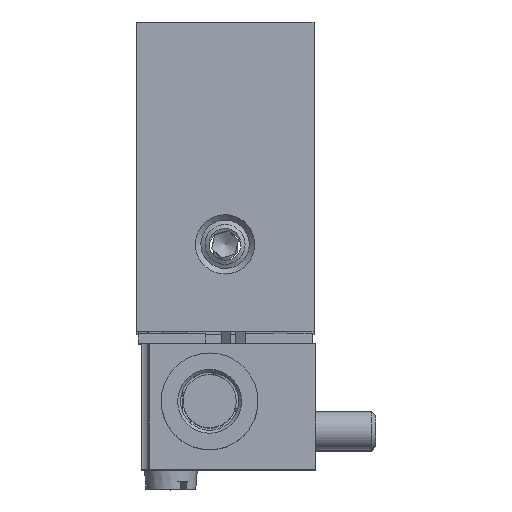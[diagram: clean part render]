
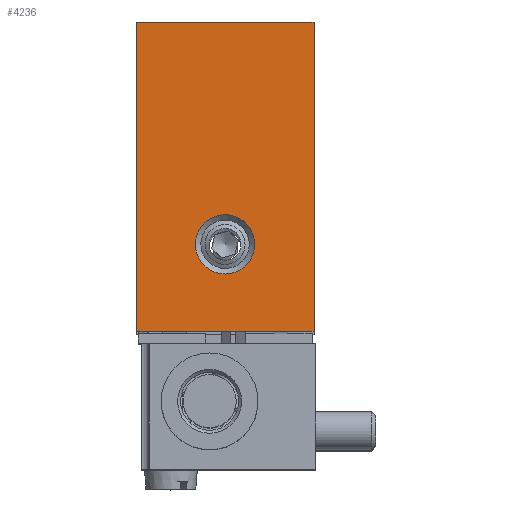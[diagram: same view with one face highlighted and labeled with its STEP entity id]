
A CAD part, top view. The second image highlights one B-rep face of the part: STEP entity #4236.
In plain terms, the highlighted planar face has unit normal (0, 0, 1).
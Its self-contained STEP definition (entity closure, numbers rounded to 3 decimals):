
#112=FACE_BOUND($,#590,.T.);
#229=CIRCLE($,#4532,3.067);
#395=FACE_OUTER_BOUND($,#589,.T.);
#589=EDGE_LOOP($,(#3198,#3199,#3200,#3201));
#590=EDGE_LOOP($,(#3202));
#926=LINE($,#6261,#1407);
#930=LINE($,#6270,#1411);
#956=LINE($,#6337,#1437);
#957=LINE($,#6338,#1438);
#1407=VECTOR($,#5033,18.4);
#1411=VECTOR($,#5039,18.4);
#1437=VECTOR($,#5095,32.);
#1438=VECTOR($,#5096,32.);
#1895=VERTEX_POINT($,#6258);
#1896=VERTEX_POINT($,#6260);
#1899=VERTEX_POINT($,#6267);
#1900=VERTEX_POINT($,#6269);
#1926=VERTEX_POINT($,#6334);
#2457=EDGE_CURVE($,#1896,#1895,#926,.T.);
#2461=EDGE_CURVE($,#1899,#1900,#930,.T.);
#2494=EDGE_CURVE($,#1926,#1926,#229,.T.);
#2495=EDGE_CURVE($,#1895,#1900,#956,.T.);
#2496=EDGE_CURVE($,#1899,#1896,#957,.T.);
#3198=ORIENTED_EDGE($,*,*,#2495,.T.);
#3199=ORIENTED_EDGE($,*,*,#2461,.F.);
#3200=ORIENTED_EDGE($,*,*,#2496,.T.);
#3201=ORIENTED_EDGE($,*,*,#2457,.T.);
#3202=ORIENTED_EDGE($,*,*,#2494,.F.);
#3943=PLANE($,#4533);
#4236=ADVANCED_FACE($,(#395,#112),#3943,.T.);
#4532=AXIS2_PLACEMENT_3D($,#6335,#5091,#5092);
#4533=AXIS2_PLACEMENT_3D($,#6336,#5093,#5094);
#5033=DIRECTION($,(1.,0.,0.));
#5039=DIRECTION($,(1.,0.,0.));
#5091=DIRECTION('center_axis',(0.,0.,
1.));
#5092=DIRECTION('ref_axis',(-1.,0.,0.));
#5093=DIRECTION('center_axis',(0.,0.,
1.));
#5094=DIRECTION('ref_axis',(1.,0.,0.));
#5095=DIRECTION($,(0.,1.,0.));
#5096=DIRECTION($,(0.,-1.,0.));
#6258=CARTESIAN_POINT('',(-3.944,-17.264,97.5));
#6260=CARTESIAN_POINT('',(-22.344,-17.264,97.5));
#6261=CARTESIAN_POINT($,(-22.344,-17.264,97.5));
#6267=CARTESIAN_POINT('',(-22.344,14.736,97.5));
#6269=CARTESIAN_POINT('',(-3.944,14.736,97.5));
#6270=CARTESIAN_POINT($,(-22.344,14.736,97.5));
#6334=CARTESIAN_POINT('',(-10.077,-8.264,97.5));
#6335=CARTESIAN_POINT('Origin',(-13.144,-8.264,97.5));
#6336=CARTESIAN_POINT('Origin',(-22.344,-17.264,97.5));
#6337=CARTESIAN_POINT($,(-3.944,14.736,97.5));
#6338=CARTESIAN_POINT($,(-22.344,14.736,97.5));
